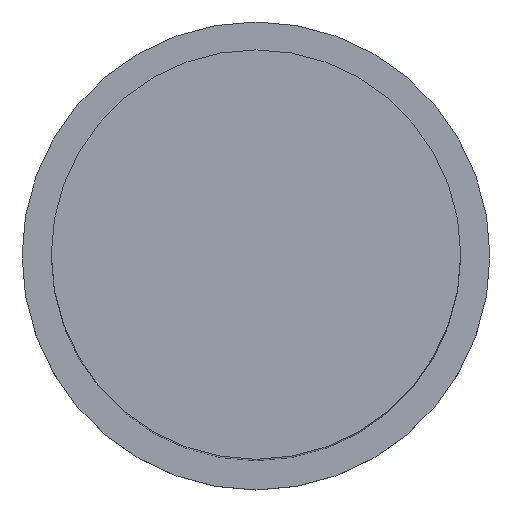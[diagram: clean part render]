
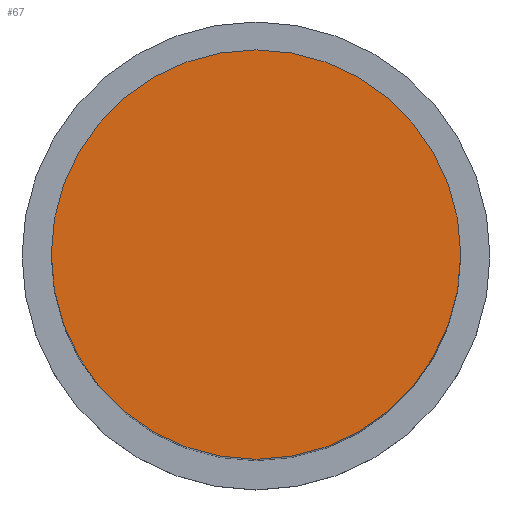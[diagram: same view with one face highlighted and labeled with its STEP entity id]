
A CAD part, top view. The second image highlights one B-rep face of the part: STEP entity #67.
In plain terms, the highlighted planar face has unit normal (0, 0, 1).
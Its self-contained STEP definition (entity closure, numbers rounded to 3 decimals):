
#67=ADVANCED_FACE('240[2]',(#167),#168,.T.);
#104=EDGE_CURVE('240[2]',#227,#227,#228,.T.);
#167=FACE_OUTER_BOUND('',#298,.T.);
#168=PLANE('',#299);
#227=VERTEX_POINT('',#438);
#228=CIRCLE('',#439,21.0);
#298=EDGE_LOOP('',(#576));
#299=AXIS2_PLACEMENT_3D('',#577,#578,#579);
#438=CARTESIAN_POINT('',(0.,21.0,80.0));
#439=AXIS2_PLACEMENT_3D('',#641,#642,#643);
#576=ORIENTED_EDGE('',*,*,#104,.T.);
#577=CARTESIAN_POINT('',(0.,10.5,80.0));
#578=DIRECTION('',(0.,0.,1.0));
#579=DIRECTION('',(1.0,0.,0.0));
#641=CARTESIAN_POINT('',(0.,0.,80.0));
#642=DIRECTION('',(0.,0.,1.0));
#643=DIRECTION('',(0.,1.0,0.));
